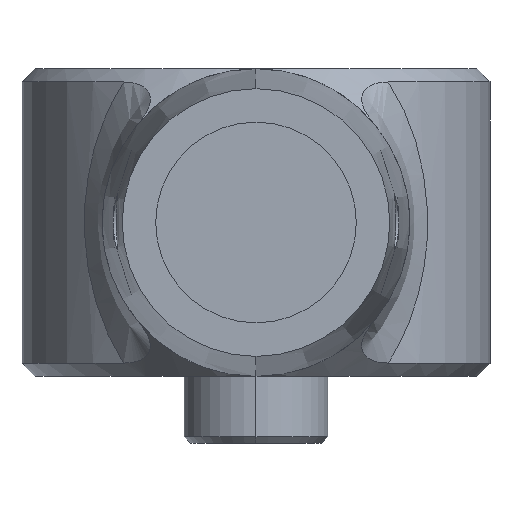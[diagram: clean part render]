
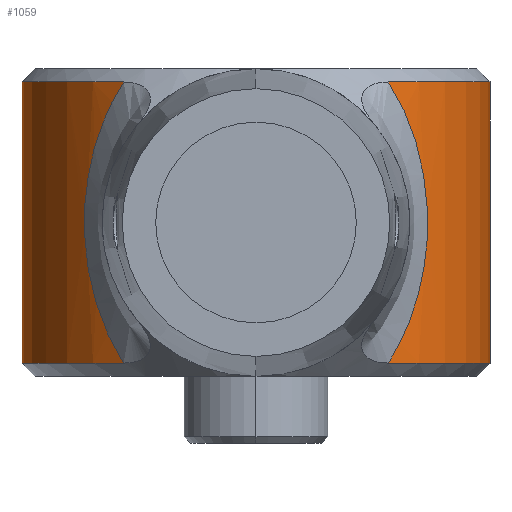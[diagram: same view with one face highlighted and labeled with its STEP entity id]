
A CAD part, left-side view. The second image highlights one B-rep face of the part: STEP entity #1059.
In plain terms, the highlighted cylindrical face has radius 35 mm (diameter 70 mm), a partial arc.
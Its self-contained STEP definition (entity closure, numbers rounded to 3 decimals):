
#7 = CARTESIAN_POINT ( 'NONE',  ( -27.57, 21.583, 37.919 ) ) ;
#12 = AXIS2_PLACEMENT_3D ( 'NONE', #915, #437, #121 ) ;
#14 = CARTESIAN_POINT ( 'NONE',  ( -28.877, 19.777, 41. ) ) ;
#24 = CARTESIAN_POINT ( 'NONE',  ( -28.877, -19.777, -1. ) ) ;
#31 = DIRECTION ( 'NONE',  ( 0., 0., 1. ) ) ;
#78 = CYLINDRICAL_SURFACE ( 'NONE', #1367, 35. ) ;
#92 = ORIENTED_EDGE ( 'NONE', *, *, #730, .T. ) ;
#96 = CARTESIAN_POINT ( 'NONE',  ( -28.877, -19.777, 41. ) ) ;
#100 = VERTEX_POINT ( 'NONE', #1160 ) ;
#117 = CARTESIAN_POINT ( 'NONE',  ( -25.316, 24.175, 8.862 ) ) ;
#121 = DIRECTION ( 'NONE',  ( 1., 0., 0. ) ) ;
#235 = CARTESIAN_POINT ( 'NONE',  ( -27.266, -21.95, 2.912 ) ) ;
#248 = CARTESIAN_POINT ( 'NONE',  ( -27.577, -21.559, 2.108 ) ) ;
#252 = ORIENTED_EDGE ( 'NONE', *, *, #1855, .T. ) ;
#260 = CARTESIAN_POINT ( 'NONE',  ( -24.352, -25.14, 13.39 ) ) ;
#268 = CARTESIAN_POINT ( 'NONE',  ( -28.215, 20.744, 0.506 ) ) ;
#281 = CARTESIAN_POINT ( 'NONE',  ( -24.348, 25.144, 13.416 ) ) ;
#315 = DIRECTION ( 'NONE',  ( -1., 0., 0. ) ) ;
#382 = VERTEX_POINT ( 'NONE', #1118 ) ;
#396 = CIRCLE ( 'NONE', #1492, 35. ) ;
#402 = CARTESIAN_POINT ( 'NONE',  ( -27.263, -21.953, 37.08 ) ) ;
#437 = DIRECTION ( 'NONE',  ( 0., 0., -1. ) ) ;
#453 = DIRECTION ( 'NONE',  ( -1., 0., 0. ) ) ;
#458 = CARTESIAN_POINT ( 'NONE',  ( 0., 0., 41. ) ) ;
#474 = CARTESIAN_POINT ( 'NONE',  ( -23.848, 25.618, 21.893 ) ) ;
#487 = CARTESIAN_POINT ( 'NONE',  ( -25.832, 23.62, 32.892 ) ) ;
#494 = CIRCLE ( 'NONE', #1461, 35. ) ;
#547 = ORIENTED_EDGE ( 'NONE', *, *, #795, .T. ) ;
#552 = CARTESIAN_POINT ( 'NONE',  ( -28.546, -20.261, 40.246 ) ) ;
#556 = VERTEX_POINT ( 'NONE', #1423 ) ;
#563 = CARTESIAN_POINT ( 'NONE',  ( -24.516, -24.981, 12.459 ) ) ;
#573 = CARTESIAN_POINT ( 'NONE',  ( -24.511, -24.986, 27.511 ) ) ;
#583 = CARTESIAN_POINT ( 'NONE',  ( -23.848, -25.618, 21.893 ) ) ;
#590 = CARTESIAN_POINT ( 'NONE',  ( -25.828, 23.624, 7.122 ) ) ;
#608 = CARTESIAN_POINT ( 'NONE',  ( -23.814, 25.65, 20.936 ) ) ;
#639 = ORIENTED_EDGE ( 'NONE', *, *, #1910, .T. ) ;
#664 = EDGE_CURVE ( 'NONE', #1821, #556, #1161, .T. ) ;
#675 = VERTEX_POINT ( 'NONE', #24 ) ;
#710 = CARTESIAN_POINT ( 'NONE',  ( -28.877, 19.777, -1. ) ) ;
#715 = CARTESIAN_POINT ( 'NONE',  ( -24.086, -25.395, 24.728 ) ) ;
#730 = EDGE_CURVE ( 'NONE', #675, #1543, #1828, .T. ) ;
#735 = CARTESIAN_POINT ( 'NONE',  ( -24.511, 24.986, 12.486 ) ) ;
#737 = CARTESIAN_POINT ( 'NONE',  ( -25.811, -23.648, 32.908 ) ) ;
#762 = CARTESIAN_POINT ( 'NONE',  ( 0., 0., -1. ) ) ;
#777 = CARTESIAN_POINT ( 'NONE',  ( -23.985, 25.49, 23.792 ) ) ;
#786 = B_SPLINE_CURVE_WITH_KNOTS ( 'NONE', 3,
 ( #96, #552, #855, #1732, #402, #987, #737, #1590, #1602, #573, #1904, #715, #1309, #583, #1913, #1012, #1895, #260, #563, #1766, #1580, #1157, #1319, #235, #248, #1148, #1744, #866 ),
 .UNSPECIFIED., .F., .F.,
 ( 4, 2, 2, 2, 2, 2, 2, 2, 2, 2, 2, 2, 2, 4 ),
 ( 0., 0.003, 0.006, 0.011, 0.014, 0.017, 0.02, 0.023, 0.029, 0.032, 0.034, 0.04, 0.043, 0.046 ),
 .UNSPECIFIED. ) ;
#795 = EDGE_CURVE ( 'NONE', #1543, #1821, #396, .T. ) ;
#855 = CARTESIAN_POINT ( 'NONE',  ( -28.217, -20.714, 39.472 ) ) ;
#866 = CARTESIAN_POINT ( 'NONE',  ( -28.877, -19.777, -1. ) ) ;
#876 = CARTESIAN_POINT ( 'NONE',  ( -26.373, 23.014, 5.408 ) ) ;
#883 = DIRECTION ( 'NONE',  ( 0., 0., -1. ) ) ;
#887 = CARTESIAN_POINT ( 'NONE',  ( -23.954, 25.521, 16.208 ) ) ;
#893 = CARTESIAN_POINT ( 'NONE',  ( -24.888, 24.61, 10.659 ) ) ;
#915 = CARTESIAN_POINT ( 'NONE',  ( 0., 0., 41. ) ) ;
#918 = CARTESIAN_POINT ( 'NONE',  ( 0., 0., -1. ) ) ;
#931 = CIRCLE ( 'NONE', #12, 35. ) ;
#987 = CARTESIAN_POINT ( 'NONE',  ( -26.363, -23.041, 34.613 ) ) ;
#989 = AXIS2_PLACEMENT_3D ( 'NONE', #918, #31, #453 ) ;
#992 = EDGE_CURVE ( 'NONE', #382, #675, #786, .T. ) ;
#1012 = CARTESIAN_POINT ( 'NONE',  ( -23.815, -25.649, 18.083 ) ) ;
#1038 = DIRECTION ( 'NONE',  ( 1., 0., 0. ) ) ;
#1057 = DIRECTION ( 'NONE',  ( 0., 0., 1. ) ) ;
#1059 = ADVANCED_FACE ( 'NONE', ( #1298 ), #78, .T. ) ;
#1069 = ORIENTED_EDGE ( 'NONE', *, *, #664, .T. ) ;
#1073 = CARTESIAN_POINT ( 'NONE',  ( -24.868, 24.638, 29.36 ) ) ;
#1118 = CARTESIAN_POINT ( 'NONE',  ( -28.877, -19.777, 41. ) ) ;
#1148 = CARTESIAN_POINT ( 'NONE',  ( -28.217, -20.715, 0.529 ) ) ;
#1157 = CARTESIAN_POINT ( 'NONE',  ( -25.818, -23.641, 7.069 ) ) ;
#1160 = CARTESIAN_POINT ( 'NONE',  ( 35., 0., 41. ) ) ;
#1161 = B_SPLINE_CURVE_WITH_KNOTS ( 'NONE', 3,
 ( #710, #268, #1304, #1455, #876, #590, #117, #893, #735, #281, #887, #1775, #608, #474, #777, #1510, #1651, #1073, #1366, #487, #1379, #1226, #7, #1383, #14 ),
 .UNSPECIFIED., .F., .F.,
 ( 4, 2, 2, 1, 2, 2, 2, 2, 2, 2, 2, 2, 4 ),
 ( 0., 0.006, 0.009, 0.011, 0.014, 0.017, 0.023, 0.026, 0.029, 0.034, 0.037, 0.04, 0.046 ),
 .UNSPECIFIED. ) ;
#1226 = CARTESIAN_POINT ( 'NONE',  ( -26.669, 22.672, 35.451 ) ) ;
#1285 = CARTESIAN_POINT ( 'NONE',  ( 0., 0., 40. ) ) ;
#1298 = FACE_OUTER_BOUND ( 'NONE', #1376, .T. ) ;
#1304 = CARTESIAN_POINT ( 'NONE',  ( -27.568, 21.584, 2.083 ) ) ;
#1309 = CARTESIAN_POINT ( 'NONE',  ( -23.985, -25.49, 23.789 ) ) ;
#1319 = CARTESIAN_POINT ( 'NONE',  ( -26.369, -23.034, 5.37 ) ) ;
#1352 = CARTESIAN_POINT ( 'NONE',  ( 35., 0., -1. ) ) ;
#1366 = CARTESIAN_POINT ( 'NONE',  ( -25.574, 23.897, 32.016 ) ) ;
#1367 = AXIS2_PLACEMENT_3D ( 'NONE', #1285, #1883, #1871 ) ;
#1376 = EDGE_LOOP ( 'NONE', ( #252, #639, #1658, #92, #547, #1069 ) ) ;
#1379 = CARTESIAN_POINT ( 'NONE',  ( -26.38, 23.006, 34.611 ) ) ;
#1383 = CARTESIAN_POINT ( 'NONE',  ( -28.215, 20.744, 39.494 ) ) ;
#1423 = CARTESIAN_POINT ( 'NONE',  ( -28.877, 19.777, 41. ) ) ;
#1455 = CARTESIAN_POINT ( 'NONE',  ( -26.664, 22.678, 4.563 ) ) ;
#1461 = AXIS2_PLACEMENT_3D ( 'NONE', #458, #883, #1038 ) ;
#1492 = AXIS2_PLACEMENT_3D ( 'NONE', #762, #1057, #315 ) ;
#1510 = CARTESIAN_POINT ( 'NONE',  ( -24.087, 25.394, 24.739 ) ) ;
#1543 = VERTEX_POINT ( 'NONE', #1352 ) ;
#1580 = CARTESIAN_POINT ( 'NONE',  ( -25.112, -24.382, 9.721 ) ) ;
#1590 = CARTESIAN_POINT ( 'NONE',  ( -25.104, -24.391, 30.247 ) ) ;
#1602 = CARTESIAN_POINT ( 'NONE',  ( -24.888, -24.61, 29.339 ) ) ;
#1641 = CARTESIAN_POINT ( 'NONE',  ( -28.877, 19.777, -1. ) ) ;
#1651 = CARTESIAN_POINT ( 'NONE',  ( -24.484, 25.013, 27.543 ) ) ;
#1658 = ORIENTED_EDGE ( 'NONE', *, *, #992, .T. ) ;
#1732 = CARTESIAN_POINT ( 'NONE',  ( -27.575, -21.561, 37.887 ) ) ;
#1744 = CARTESIAN_POINT ( 'NONE',  ( -28.546, -20.261, -0.246 ) ) ;
#1766 = CARTESIAN_POINT ( 'NONE',  ( -24.896, -24.602, 10.624 ) ) ;
#1775 = CARTESIAN_POINT ( 'NONE',  ( -23.815, 25.649, 18.087 ) ) ;
#1821 = VERTEX_POINT ( 'NONE', #1641 ) ;
#1828 = CIRCLE ( 'NONE', #989, 35. ) ;
#1855 = EDGE_CURVE ( 'NONE', #556, #100, #931, .T. ) ;
#1871 = DIRECTION ( 'NONE',  ( -1., 0., 0. ) ) ;
#1883 = DIRECTION ( 'NONE',  ( 0., 0., -1. ) ) ;
#1895 = CARTESIAN_POINT ( 'NONE',  ( -23.954, -25.521, 16.197 ) ) ;
#1904 = CARTESIAN_POINT ( 'NONE',  ( -24.349, -25.143, 26.589 ) ) ;
#1910 = EDGE_CURVE ( 'NONE', #100, #382, #494, .T. ) ;
#1913 = CARTESIAN_POINT ( 'NONE',  ( -23.814, -25.65, 20.934 ) ) ;
